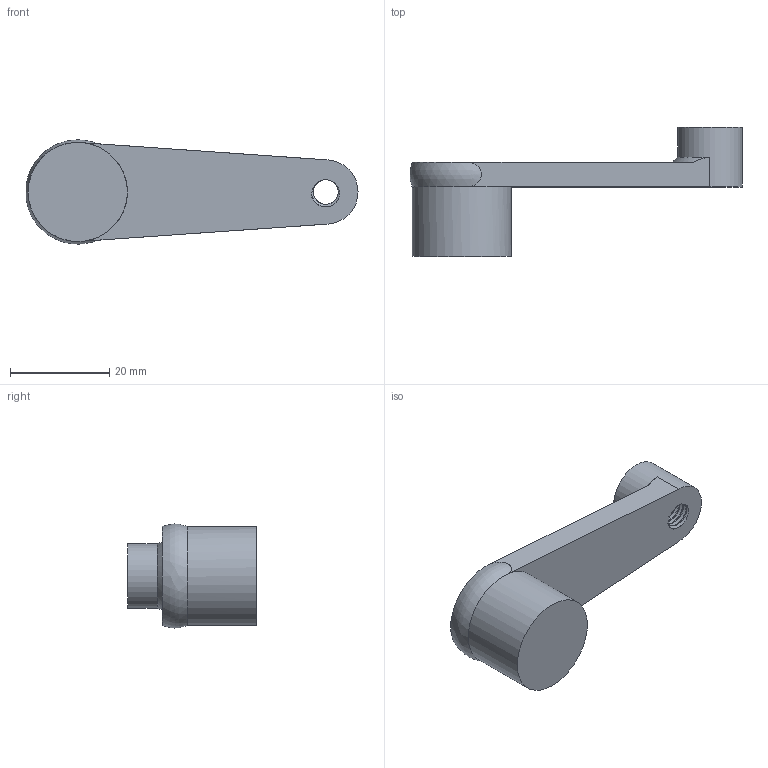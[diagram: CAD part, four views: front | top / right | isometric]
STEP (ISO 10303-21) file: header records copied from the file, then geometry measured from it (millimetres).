
FILE_DESCRIPTION(/* description */ (''),/* implementation_level */ '2;1');
FILE_NAME(/* name */ 'QA_50_N.dxf',/* time_stamp */ '2012-11-23T16:39:21+08:00',/* author */ (''),/* organization */ (''),/* preprocessor_version */ 'ST-DEVELOPER v9',/* originating_system */ 'UGS - NX 4.0',/* authorisation */ '');
FILE_SCHEMA (('CONFIG_CONTROL_DESIGN'));
Length unit declared in the file: millimetre
Products named in the file (1): AdmiD35Cxmpd
Bounding box: 66.94 x 26 x 21 mm (x, y, z)
Volume: 10402.6 mm3; surface area: 4307.6 mm2
Topology: 1 solids, 1 shells, 25 faces, 67 edges, 44 vertices
Faces by surface type: cylinder 14, plane 7, bspline 3, cone 1
Full cylindrical faces by diameter (mm): 13 x1, 20 x1
Entity records: 3971 total; most frequent: CARTESIAN_POINT 3320, ORIENTED_EDGE 132, DIRECTION 89, EDGE_CURVE 66, VERTEX_POINT 46, AXIS2_PLACEMENT_3D 35, B_SPLINE_CURVE_WITH_KNOTS 34, EDGE_LOOP 30
